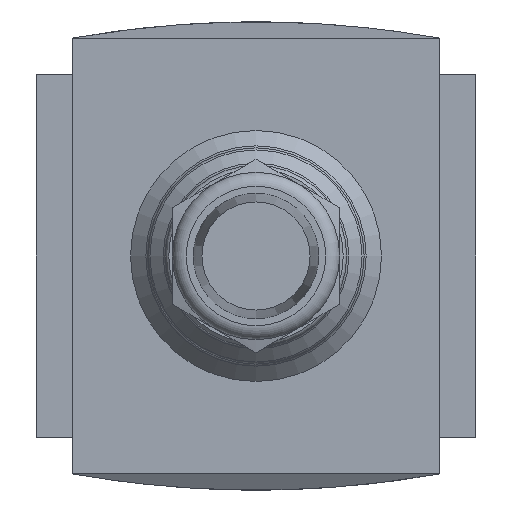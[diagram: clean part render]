
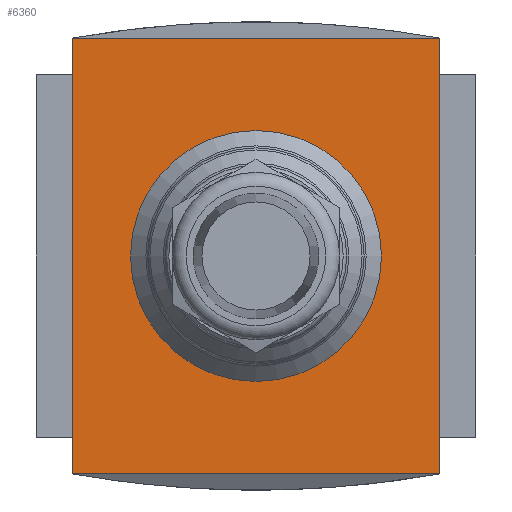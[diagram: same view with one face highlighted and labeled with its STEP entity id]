
A CAD part, front view. The second image highlights one B-rep face of the part: STEP entity #6360.
In plain terms, the highlighted planar face has unit normal (0, -1, 0).
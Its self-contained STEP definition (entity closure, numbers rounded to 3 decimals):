
#352=LINE('',#12852,#959);
#367=LINE('',#12882,#974);
#390=LINE('',#12936,#997);
#391=LINE('',#12937,#998);
#959=VECTOR('',#10783,1000.);
#974=VECTOR('',#10800,1000.);
#997=VECTOR('',#10839,1000.);
#998=VECTOR('',#10840,1000.);
#1463=PLANE('',#9517);
#1778=CIRCLE('',#9518,18.);
#2686=ORIENTED_EDGE('',*,*,#4150,.F.);
#2687=ORIENTED_EDGE('',*,*,#4108,.F.);
#2688=ORIENTED_EDGE('',*,*,#4151,.T.);
#2689=ORIENTED_EDGE('',*,*,#4123,.F.);
#2690=ORIENTED_EDGE('',*,*,#4152,.T.);
#4108=EDGE_CURVE('',#4890,#4767,#352,.T.);
#4123=EDGE_CURVE('',#4765,#4904,#367,.T.);
#4150=EDGE_CURVE('',#4926,#4926,#1778,.F.);
#4151=EDGE_CURVE('',#4890,#4904,#390,.T.);
#4152=EDGE_CURVE('',#4765,#4767,#391,.T.);
#4765=VERTEX_POINT('',#12593);
#4767=VERTEX_POINT('',#12597);
#4890=VERTEX_POINT('',#12853);
#4904=VERTEX_POINT('',#12883);
#4926=VERTEX_POINT('',#12935);
#5391=EDGE_LOOP('',(#2686));
#5392=EDGE_LOOP('',(#2687,#2688,#2689,#2690));
#5897=FACE_BOUND('',#5391,.T.);
#5898=FACE_BOUND('',#5392,.T.);
#6360=ADVANCED_FACE('',(#5897,#5898),#1463,.F.);
#9517=AXIS2_PLACEMENT_3D('',#12933,#10835,#10836);
#9518=AXIS2_PLACEMENT_3D('',#12934,#10837,#10838);
#10783=DIRECTION('',(0.,0.,1.));
#10800=DIRECTION('',(0.,0.,-1.));
#10835=DIRECTION('',(0.,1.,0.));
#10836=DIRECTION('',(0.,0.,1.));
#10837=DIRECTION('',(0.,1.,0.));
#10838=DIRECTION('',(0.,0.,1.));
#10839=DIRECTION('',(1.,0.,0.));
#10840=DIRECTION('',(-1.,0.,0.));
#12593=CARTESIAN_POINT('',(26.25,-37.5,31.25));
#12597=CARTESIAN_POINT('',(-26.25,-37.5,31.25));
#12852=CARTESIAN_POINT('',(-26.25,-37.5,-31.25));
#12853=CARTESIAN_POINT('',(-26.25,-37.5,-31.25));
#12882=CARTESIAN_POINT('',(26.25,-37.5,31.25));
#12883=CARTESIAN_POINT('',(26.25,-37.5,-31.25));
#12933=CARTESIAN_POINT('',(0.,-37.5,116.435));
#12934=CARTESIAN_POINT('',(0.,-37.5,0.));
#12935=CARTESIAN_POINT('',(0.,-37.5,18.));
#12936=CARTESIAN_POINT('',(0.,-37.5,-31.25));
#12937=CARTESIAN_POINT('',(0.,-37.5,31.25));
